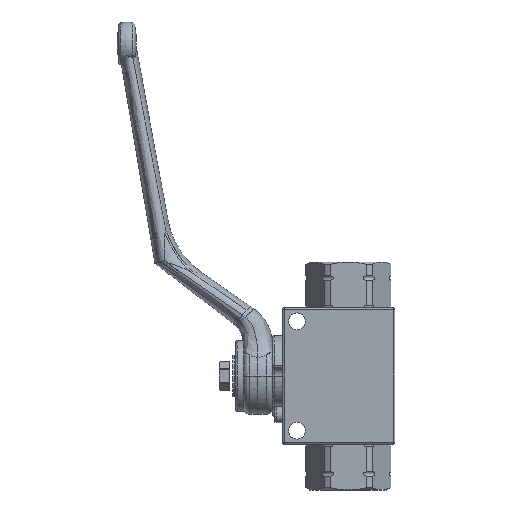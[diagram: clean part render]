
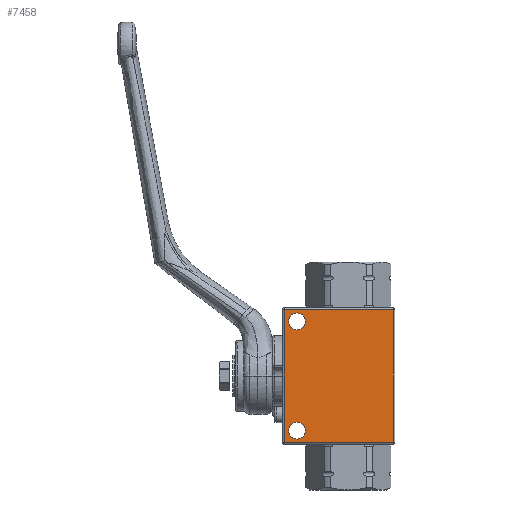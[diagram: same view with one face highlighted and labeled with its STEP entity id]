
A CAD part, left-side view. The second image highlights one B-rep face of the part: STEP entity #7458.
In plain terms, the highlighted planar face has unit normal (-1, 0, 0).
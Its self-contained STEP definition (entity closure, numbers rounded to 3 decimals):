
#438=FACE_BOUND('',#1422,.T.);
#439=FACE_BOUND('',#1423,.T.);
#538=PLANE('',#8161);
#999=FACE_OUTER_BOUND('',#1421,.T.);
#1421=EDGE_LOOP('',(#6167,#6168,#6169,#6170));
#1422=EDGE_LOOP('',(#6171,#6172));
#1423=EDGE_LOOP('',(#6173,#6174));
#1793=LINE('',#32456,#2161);
#1799=LINE('',#32493,#2167);
#1811=LINE('',#32525,#2179);
#1813=LINE('',#32528,#2181);
#2161=VECTOR('',#9736,10.);
#2167=VECTOR('',#9780,10.);
#2179=VECTOR('',#9820,10.);
#2181=VECTOR('',#9824,10.);
#2557=CIRCLE('',#8106,2.625);
#2558=CIRCLE('',#8107,2.625);
#2560=CIRCLE('',#8110,2.625);
#2561=CIRCLE('',#8111,2.625);
#3213=VERTEX_POINT('',#32425);
#3214=VERTEX_POINT('',#32426);
#3216=VERTEX_POINT('',#32433);
#3217=VERTEX_POINT('',#32434);
#3219=VERTEX_POINT('',#32441);
#3224=VERTEX_POINT('',#32451);
#3230=VERTEX_POINT('',#32468);
#3234=VERTEX_POINT('',#32485);
#4201=EDGE_CURVE('',#3213,#3214,#2557,.T.);
#4202=EDGE_CURVE('',#3214,#3213,#2558,.T.);
#4205=EDGE_CURVE('',#3216,#3217,#2560,.T.);
#4206=EDGE_CURVE('',#3217,#3216,#2561,.T.);
#4216=EDGE_CURVE('',#3219,#3224,#1793,.T.);
#4234=EDGE_CURVE('',#3234,#3230,#1799,.T.);
#4252=EDGE_CURVE('',#3224,#3234,#1811,.T.);
#4254=EDGE_CURVE('',#3230,#3219,#1813,.T.);
#6167=ORIENTED_EDGE('',*,*,#4234,.F.);
#6168=ORIENTED_EDGE('',*,*,#4252,.F.);
#6169=ORIENTED_EDGE('',*,*,#4216,.F.);
#6170=ORIENTED_EDGE('',*,*,#4254,.F.);
#6171=ORIENTED_EDGE('',*,*,#4201,.T.);
#6172=ORIENTED_EDGE('',*,*,#4202,.T.);
#6173=ORIENTED_EDGE('',*,*,#4205,.T.);
#6174=ORIENTED_EDGE('',*,*,#4206,.T.);
#7458=ADVANCED_FACE('',(#999,#438,#439),#538,.T.);
#8106=AXIS2_PLACEMENT_3D('',#32427,#9701,#9702);
#8107=AXIS2_PLACEMENT_3D('',#32428,#9703,#9704);
#8110=AXIS2_PLACEMENT_3D('',#32435,#9710,#9711);
#8111=AXIS2_PLACEMENT_3D('',#32436,#9712,#9713);
#8161=AXIS2_PLACEMENT_3D('',#32538,#9837,#9838);
#9701=DIRECTION('center_axis',(1.,0.,0.));
#9702=DIRECTION('ref_axis',(0.,0.,1.));
#9703=DIRECTION('center_axis',(1.,0.,0.));
#9704=DIRECTION('ref_axis',(0.,0.,1.));
#9710=DIRECTION('center_axis',(1.,0.,0.));
#9711=DIRECTION('ref_axis',(0.,0.,1.));
#9712=DIRECTION('center_axis',(1.,0.,0.));
#9713=DIRECTION('ref_axis',(0.,0.,1.));
#9736=DIRECTION('',(0.,0.,-1.));
#9780=DIRECTION('',(0.,0.,1.));
#9820=DIRECTION('',(0.,1.,0.));
#9824=DIRECTION('',(0.,-1.,0.));
#9837=DIRECTION('center_axis',(-1.,0.,0.));
#9838=DIRECTION('ref_axis',(0.,-1.,0.));
#32425=CARTESIAN_POINT('',(-16.153,14.215,-14.375));
#32426=CARTESIAN_POINT('',(-16.153,14.215,-19.625));
#32427=CARTESIAN_POINT('Origin',(-16.153,14.215,-17.));
#32428=CARTESIAN_POINT('Origin',(-16.153,14.215,-17.));
#32433=CARTESIAN_POINT('',(-16.153,14.215,19.625));
#32434=CARTESIAN_POINT('',(-16.153,14.215,14.375));
#32435=CARTESIAN_POINT('Origin',(-16.153,14.215,17.));
#32436=CARTESIAN_POINT('Origin',(-16.153,14.215,17.));
#32441=CARTESIAN_POINT('',(-16.153,-15.785,20.7));
#32451=CARTESIAN_POINT('',(-16.153,-15.785,-20.7));
#32456=CARTESIAN_POINT('',(-16.153,-15.785,0.));
#32468=CARTESIAN_POINT('',(-16.153,18.215,20.7));
#32485=CARTESIAN_POINT('',(-16.153,18.215,-20.7));
#32493=CARTESIAN_POINT('',(-16.153,18.215,0.));
#32525=CARTESIAN_POINT('',(-16.153,9.965,-20.7));
#32528=CARTESIAN_POINT('',(-16.153,9.965,20.7));
#32538=CARTESIAN_POINT('Origin',(-16.153,18.715,0.));
